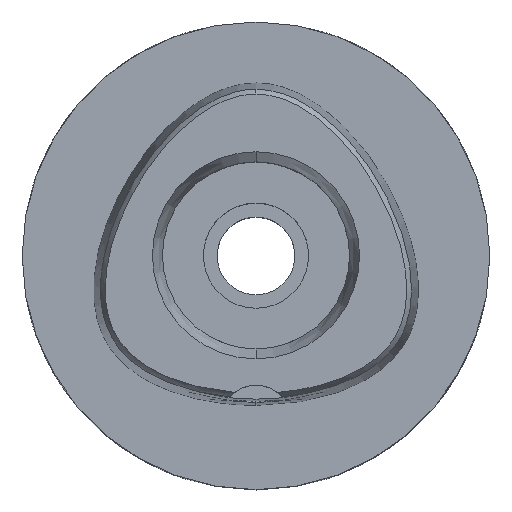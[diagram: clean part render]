
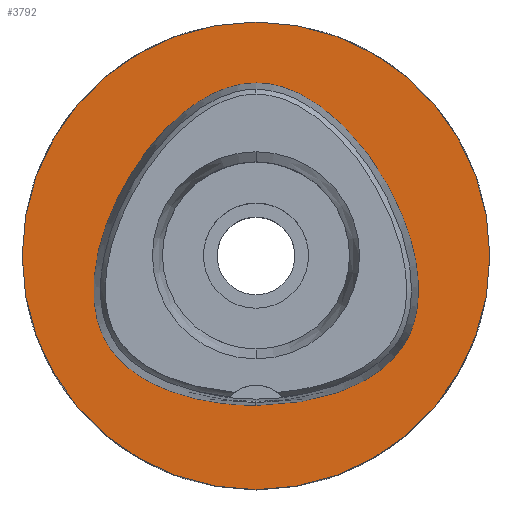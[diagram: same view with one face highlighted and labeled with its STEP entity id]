
A CAD part, top view. The second image highlights one B-rep face of the part: STEP entity #3792.
In plain terms, the highlighted planar face has unit normal (0, 0, 1).
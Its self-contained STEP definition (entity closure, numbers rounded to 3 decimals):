
#254 = CARTESIAN_POINT ( 'NONE',  ( -24.775, -16.122, 0. ) ) ;
#320 = CARTESIAN_POINT ( 'NONE',  ( 27.855, -5.338, 0. ) ) ;
#396 = CARTESIAN_POINT ( 'NONE',  ( 3.149, 29.34, 0. ) ) ;
#585 = CARTESIAN_POINT ( 'NONE',  ( 0., -40., 0. ) ) ;
#642 = CARTESIAN_POINT ( 'NONE',  ( -26.349, -13.395, 0. ) ) ;
#693 = CIRCLE ( 'NONE', #4600, 40. ) ;
#730 = CARTESIAN_POINT ( 'NONE',  ( 21.421, -19.599, 0. ) ) ;
#1031 = CARTESIAN_POINT ( 'NONE',  ( -13.218, 24.044, 0. ) ) ;
#1070 = CARTESIAN_POINT ( 'NONE',  ( 15.298, -22.965, 0. ) ) ;
#1085 = CARTESIAN_POINT ( 'NONE',  ( -22.339, 12.897, 0. ) ) ;
#1150 = CARTESIAN_POINT ( 'NONE',  ( 13.218, 24.044, 0. ) ) ;
#1160 = CARTESIAN_POINT ( 'NONE',  ( -21.421, -19.599, 0. ) ) ;
#1168 = FACE_OUTER_BOUND ( 'NONE', #4169, .T. ) ;
#1186 = CARTESIAN_POINT ( 'NONE',  ( -11.74, -24.136, 0. ) ) ;
#1369 = CARTESIAN_POINT ( 'NONE',  ( -17.753, 19.522, 0. ) ) ;
#1416 = CARTESIAN_POINT ( 'NONE',  ( -3.149, 29.34, 0. ) ) ;
#1477 = CARTESIAN_POINT ( 'NONE',  ( 6.692, -25.245, 0. ) ) ;
#1507 = ORIENTED_EDGE ( 'NONE', *, *, #2330, .F. ) ;
#1530 = ORIENTED_EDGE ( 'NONE', *, *, #2038, .F. ) ;
#1539 = CARTESIAN_POINT ( 'NONE',  ( 0., -25.575, 0. ) ) ;
#1656 = CARTESIAN_POINT ( 'NONE',  ( 0., 0., 0. ) ) ;
#1705 = DIRECTION ( 'NONE',  ( 0., 0., -1. ) ) ;
#1797 = CARTESIAN_POINT ( 'NONE',  ( 0., 29.575, 0. ) ) ;
#1823 = CARTESIAN_POINT ( 'NONE',  ( -23.433, -17.764, 0. ) ) ;
#1936 = EDGE_LOOP ( 'NONE', ( #2841, #1530 ) ) ;
#1949 = CARTESIAN_POINT ( 'NONE',  ( -6.692, -25.245, 0. ) ) ;
#2038 = EDGE_CURVE ( 'NONE', #2564, #4703, #2474, .T. ) ;
#2164 = CARTESIAN_POINT ( 'NONE',  ( -25.209, 6.827, 0. ) ) ;
#2254 = CARTESIAN_POINT ( 'NONE',  ( 2.677, -25.575, 0. ) ) ;
#2261 = CARTESIAN_POINT ( 'NONE',  ( 0., 29.575, 0. ) ) ;
#2272 = CARTESIAN_POINT ( 'NONE',  ( -27.684, -8.752, 0. ) ) ;
#2306 = CARTESIAN_POINT ( 'NONE',  ( 25.209, 6.827, 0. ) ) ;
#2330 = EDGE_CURVE ( 'NONE', #2611, #4700, #693, .T. ) ;
#2351 = CARTESIAN_POINT ( 'NONE',  ( 0., 0., 0. ) ) ;
#2474 = B_SPLINE_CURVE_WITH_KNOTS ( 'NONE', 3,
 ( #3910, #2254, #1477, #3111, #1070, #4631, #730, #3886, #2686, #4197, #3010, #3399, #3805, #320, #4653, #5006, #2306, #2736, #4269, #1150, #2660, #3032, #396, #3830, #4930 ),
 .UNSPECIFIED., .F., .F.,
 ( 4, 1, 1, 1, 1, 1, 1, 1, 1, 1, 1, 1, 1, 1, 1, 1, 1, 1, 1, 1, 1, 1, 4 ),
 ( 0., 0.083, 0.125, 0.167, 0.208, 0.25, 0.292, 0.313, 0.333, 0.354, 0.375, 0.417, 0.458, 0.5, 0.542, 0.583, 0.667, 0.75, 0.833, 0.875, 0.917, 0.958, 1. ),
 .UNSPECIFIED. ) ;
#2480 = AXIS2_PLACEMENT_3D ( 'NONE', #2351, #1705, #4776 ) ;
#2564 = VERTEX_POINT ( 'NONE', #2596 ) ;
#2596 = CARTESIAN_POINT ( 'NONE',  ( 0., -25.575, 0. ) ) ;
#2611 = VERTEX_POINT ( 'NONE', #585 ) ;
#2649 = CARTESIAN_POINT ( 'NONE',  ( -1.05, 29.575, 0. ) ) ;
#2660 = CARTESIAN_POINT ( 'NONE',  ( 9.305, 26.792, 0. ) ) ;
#2686 = CARTESIAN_POINT ( 'NONE',  ( 24.775, -16.122, 0. ) ) ;
#2727 = FACE_BOUND ( 'NONE', #1936, .T. ) ;
#2736 = CARTESIAN_POINT ( 'NONE',  ( 22.339, 12.897, 0. ) ) ;
#2749 = DIRECTION ( 'NONE',  ( 0., 1., 0. ) ) ;
#2812 = ORIENTED_EDGE ( 'NONE', *, *, #4347, .F. ) ;
#2841 = ORIENTED_EDGE ( 'NONE', *, *, #4145, .F. ) ;
#2972 = CARTESIAN_POINT ( 'NONE',  ( -27.855, -5.338, 0. ) ) ;
#3001 = CARTESIAN_POINT ( 'NONE',  ( -9.305, 26.792, 0. ) ) ;
#3010 = CARTESIAN_POINT ( 'NONE',  ( 26.349, -13.395, 0. ) ) ;
#3032 = CARTESIAN_POINT ( 'NONE',  ( 6.262, 28.351, 0. ) ) ;
#3048 = CARTESIAN_POINT ( 'NONE',  ( -15.298, -22.965, 0. ) ) ;
#3111 = CARTESIAN_POINT ( 'NONE',  ( 11.74, -24.136, 0. ) ) ;
#3116 = CARTESIAN_POINT ( 'NONE',  ( 0., 40., 0. ) ) ;
#3215 = DIRECTION ( 'NONE',  ( 0., 0., -1. ) ) ;
#3288 = B_SPLINE_CURVE_WITH_KNOTS ( 'NONE', 3,
 ( #1797, #2649, #1416, #3357, #3001, #1031, #1369, #1085, #2164, #4890, #4183, #2972, #2272, #4510, #642, #3764, #254, #1823, #1160, #3533, #3048, #1186, #1949, #4621, #1539 ),
 .UNSPECIFIED., .F., .F.,
 ( 4, 1, 1, 1, 1, 1, 1, 1, 1, 1, 1, 1, 1, 1, 1, 1, 1, 1, 1, 1, 1, 1, 4 ),
 ( 0., 0.042, 0.083, 0.125, 0.167, 0.25, 0.333, 0.417, 0.458, 0.5, 0.542, 0.583, 0.625, 0.646, 0.667, 0.688, 0.708, 0.75, 0.792, 0.833, 0.875, 0.917, 1. ),
 .UNSPECIFIED. ) ;
#3357 = CARTESIAN_POINT ( 'NONE',  ( -6.262, 28.351, 0. ) ) ;
#3399 = CARTESIAN_POINT ( 'NONE',  ( 27.101, -11.411, 0. ) ) ;
#3436 = CARTESIAN_POINT ( 'NONE',  ( 0., 0., 0. ) ) ;
#3509 = DIRECTION ( 'NONE',  ( 0., 0., -1. ) ) ;
#3533 = CARTESIAN_POINT ( 'NONE',  ( -18.55, -21.454, 0. ) ) ;
#3692 = AXIS2_PLACEMENT_3D ( 'NONE', #3436, #3509, #2749 ) ;
#3764 = CARTESIAN_POINT ( 'NONE',  ( -25.638, -14.802, 0. ) ) ;
#3770 = CIRCLE ( 'NONE', #3692, 40. ) ;
#3792 = ADVANCED_FACE ( 'NONE', ( #1168, #2727 ), #4261, .F. ) ;
#3805 = CARTESIAN_POINT ( 'NONE',  ( 27.684, -8.752, 0. ) ) ;
#3830 = CARTESIAN_POINT ( 'NONE',  ( 1.05, 29.575, 0. ) ) ;
#3886 = CARTESIAN_POINT ( 'NONE',  ( 23.433, -17.764, 0. ) ) ;
#3910 = CARTESIAN_POINT ( 'NONE',  ( 0., -25.575, 0. ) ) ;
#4145 = EDGE_CURVE ( 'NONE', #4703, #2564, #3288, .T. ) ;
#4169 = EDGE_LOOP ( 'NONE', ( #2812, #1507 ) ) ;
#4183 = CARTESIAN_POINT ( 'NONE',  ( -27.537, -1.766, 0. ) ) ;
#4197 = CARTESIAN_POINT ( 'NONE',  ( 25.638, -14.802, 0. ) ) ;
#4261 = PLANE ( 'NONE',  #2480 ) ;
#4269 = CARTESIAN_POINT ( 'NONE',  ( 17.753, 19.522, 0. ) ) ;
#4347 = EDGE_CURVE ( 'NONE', #4700, #2611, #3770, .T. ) ;
#4510 = CARTESIAN_POINT ( 'NONE',  ( -27.101, -11.411, 0. ) ) ;
#4600 = AXIS2_PLACEMENT_3D ( 'NONE', #1656, #3215, #4754 ) ;
#4621 = CARTESIAN_POINT ( 'NONE',  ( -2.677, -25.575, 0. ) ) ;
#4631 = CARTESIAN_POINT ( 'NONE',  ( 18.55, -21.454, 0. ) ) ;
#4653 = CARTESIAN_POINT ( 'NONE',  ( 27.537, -1.766, 0. ) ) ;
#4700 = VERTEX_POINT ( 'NONE', #3116 ) ;
#4703 = VERTEX_POINT ( 'NONE', #2261 ) ;
#4754 = DIRECTION ( 'NONE',  ( 0., -1., 0. ) ) ;
#4776 = DIRECTION ( 'NONE',  ( 0., -1., 0. ) ) ;
#4890 = CARTESIAN_POINT ( 'NONE',  ( -26.772, 1.9, 0. ) ) ;
#4930 = CARTESIAN_POINT ( 'NONE',  ( 0., 29.575, 0. ) ) ;
#5006 = CARTESIAN_POINT ( 'NONE',  ( 26.772, 1.9, 0. ) ) ;
